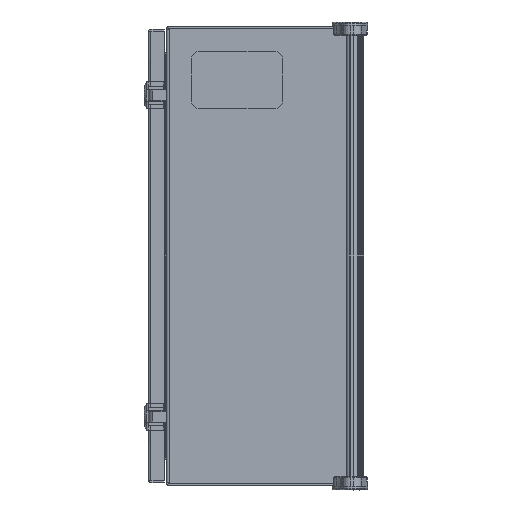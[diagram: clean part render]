
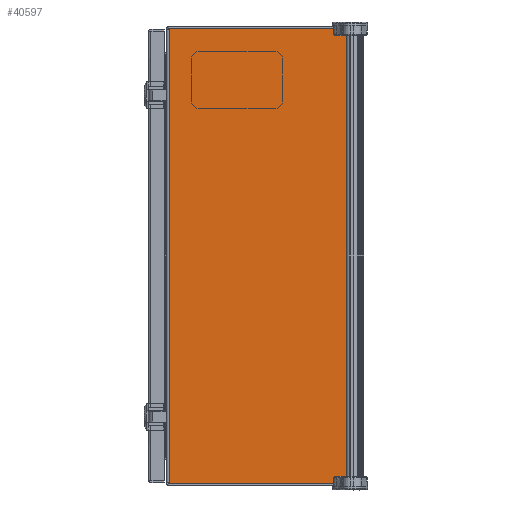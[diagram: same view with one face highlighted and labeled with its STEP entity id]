
A CAD part, left-side view. The second image highlights one B-rep face of the part: STEP entity #40597.
In plain terms, the highlighted planar face has unit normal (-1, 0, 0).
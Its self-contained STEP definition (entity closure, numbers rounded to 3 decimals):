
#2619 = VECTOR ( 'NONE', #50742, 1000. ) ;
#3352 = CARTESIAN_POINT ( 'NONE',  ( -254., 251.94, -105.33 ) ) ;
#3967 = VECTOR ( 'NONE', #47068, 1000. ) ;
#5316 = CARTESIAN_POINT ( 'NONE',  ( -254., 251.94, -108.416 ) ) ;
#9820 = EDGE_CURVE ( 'NONE', #65557, #45801, #97759, .T. ) ;
#11938 = LINE ( 'NONE', #5316, #24914 ) ;
#15821 = CARTESIAN_POINT ( 'NONE',  ( -254., 1761.026, -105.33 ) ) ;
#16320 = LINE ( 'NONE', #15821, #3967 ) ;
#16526 = DIRECTION ( 'NONE',  ( 1., 0., 0. ) ) ;
#19632 = DIRECTION ( 'NONE',  ( 0., 0., -1. ) ) ;
#22436 = CARTESIAN_POINT ( 'NONE',  ( -254., 251.94, 91.698 ) ) ;
#24914 = VECTOR ( 'NONE', #19632, 1000. ) ;
#25720 = DIRECTION ( 'NONE',  ( 0., -1., 0. ) ) ;
#38062 = DIRECTION ( 'NONE',  ( 0., 0., -1. ) ) ;
#40597 = ADVANCED_FACE ( 'NONE', ( #84594 ), #94758, .F. ) ;
#40645 = CARTESIAN_POINT ( 'NONE',  ( -254., -251.94, 91.698 ) ) ;
#43463 = EDGE_CURVE ( 'NONE', #51443, #50200, #11938, .T. ) ;
#45801 = VERTEX_POINT ( 'NONE', #40645 ) ;
#47068 = DIRECTION ( 'NONE',  ( 0., -1., 0. ) ) ;
#47253 = EDGE_CURVE ( 'NONE', #50200, #65557, #16320, .T. ) ;
#50200 = VERTEX_POINT ( 'NONE', #3352 ) ;
#50742 = DIRECTION ( 'NONE',  ( 0., 0., 1. ) ) ;
#51245 = CARTESIAN_POINT ( 'NONE',  ( -254., -251.94, -108.416 ) ) ;
#51443 = VERTEX_POINT ( 'NONE', #22436 ) ;
#53748 = VECTOR ( 'NONE', #25720, 1000. ) ;
#54177 = CARTESIAN_POINT ( 'NONE',  ( -254., -251.94, -105.33 ) ) ;
#54444 = EDGE_LOOP ( 'NONE', ( #93798, #93687, #56373, #91352 ) ) ;
#56373 = ORIENTED_EDGE ( 'NONE', *, *, #47253, .T. ) ;
#61679 = AXIS2_PLACEMENT_3D ( 'NONE', #63087, #16526, #38062 ) ;
#63087 = CARTESIAN_POINT ( 'NONE',  ( -254., 1761.026, -108.416 ) ) ;
#64570 = CARTESIAN_POINT ( 'NONE',  ( -254., -251.94, 91.698 ) ) ;
#65557 = VERTEX_POINT ( 'NONE', #54177 ) ;
#84594 = FACE_OUTER_BOUND ( 'NONE', #54444, .T. ) ;
#87589 = LINE ( 'NONE', #64570, #53748 ) ;
#91352 = ORIENTED_EDGE ( 'NONE', *, *, #9820, .T. ) ;
#93687 = ORIENTED_EDGE ( 'NONE', *, *, #43463, .T. ) ;
#93798 = ORIENTED_EDGE ( 'NONE', *, *, #100932, .F. ) ;
#94758 = PLANE ( 'NONE',  #61679 ) ;
#97759 = LINE ( 'NONE', #51245, #2619 ) ;
#100932 = EDGE_CURVE ( 'NONE', #51443, #45801, #87589, .T. ) ;
